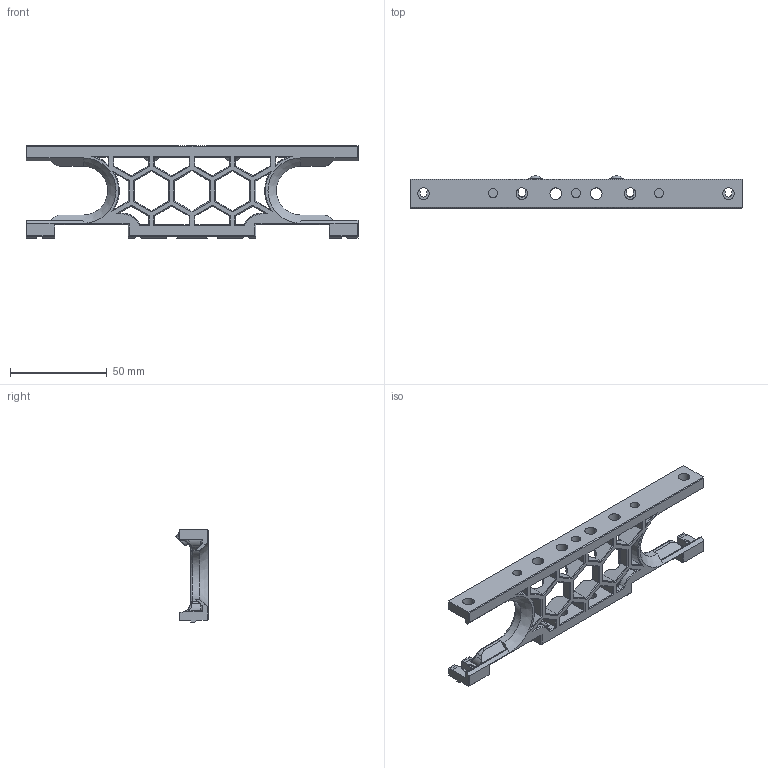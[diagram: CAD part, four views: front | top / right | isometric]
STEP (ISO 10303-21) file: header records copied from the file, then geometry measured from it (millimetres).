
FILE_DESCRIPTION (( 'STEP AP214' ), '1' );
FILE_NAME ('new_front_skirt_with_key.STEP', '2021-09-27T17:15:46', ( '' ), ( '' ), 'SwSTEP 2.0', 'SolidWorks 2021', '' );
FILE_SCHEMA (( 'AUTOMOTIVE_DESIGN' ));
Length unit declared in the file: millimetre
Products named in the file (1): new_front_skirt_with_key
Bounding box: 172 x 16.75 x 48 mm (x, y, z)
Volume: 34067.2 mm3; surface area: 21691.7 mm2
Topology: 1 solids, 1 shells, 531 faces, 1451 edges, 900 vertices
Faces by surface type: plane 313, cylinder 100, bspline 70, cone 30, torus 18
Entity records: 18887 total; most frequent: CARTESIAN_POINT 6315, ORIENTED_EDGE 2882, DIRECTION 2297, EDGE_CURVE 1441, VERTEX_POINT 900, LINE 857, VECTOR 857, AXIS2_PLACEMENT_3D 720
